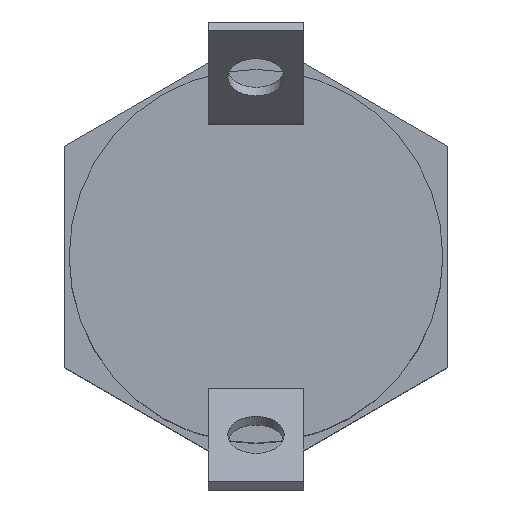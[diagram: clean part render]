
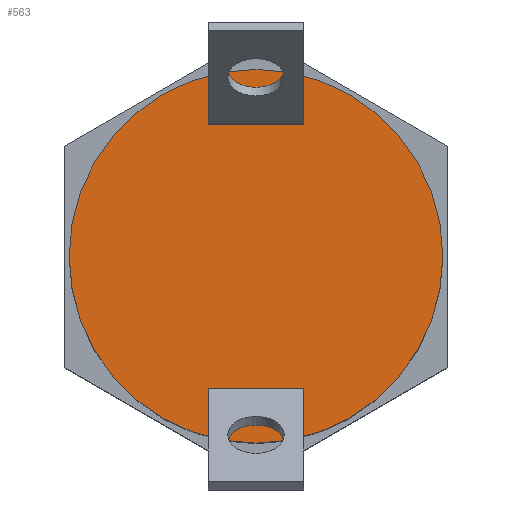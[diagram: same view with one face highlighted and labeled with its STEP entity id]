
A CAD part, top view. The second image highlights one B-rep face of the part: STEP entity #563.
In plain terms, the highlighted planar face has unit normal (0, 0, 1).
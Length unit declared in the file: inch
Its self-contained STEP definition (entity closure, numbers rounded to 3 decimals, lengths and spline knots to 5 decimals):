
#23=LINE('',#808,#77);
#29=LINE('',#819,#83);
#37=LINE('',#835,#91);
#38=LINE('',#837,#92);
#41=LINE('',#845,#95);
#47=LINE('',#856,#101);
#55=LINE('',#872,#109);
#56=LINE('',#874,#110);
#77=VECTOR('',#663,0.03);
#83=VECTOR('',#671,0.25);
#91=VECTOR('',#687,0.25);
#92=VECTOR('',#690,0.03);
#95=VECTOR('',#695,0.03);
#101=VECTOR('',#703,0.25);
#109=VECTOR('',#719,0.25);
#110=VECTOR('',#722,0.03);
#139=PLANE('',#608);
#165=FACE_BOUND('',#236,.T.);
#166=FACE_BOUND('',#237,.T.);
#191=FACE_OUTER_BOUND('',#235,.T.);
#235=EDGE_LOOP('',(#464));
#236=EDGE_LOOP('',(#465,#466,#467,#468));
#237=EDGE_LOOP('',(#469,#470,#471,#472));
#258=CIRCLE('',#606,0.4875);
#278=VERTEX_POINT('',#805);
#279=VERTEX_POINT('',#807);
#282=VERTEX_POINT('',#815);
#287=VERTEX_POINT('',#833);
#290=VERTEX_POINT('',#842);
#291=VERTEX_POINT('',#844);
#294=VERTEX_POINT('',#852);
#299=VERTEX_POINT('',#870);
#300=VERTEX_POINT('',#876);
#326=EDGE_CURVE('',#279,#278,#23,.T.);
#332=EDGE_CURVE('',#282,#279,#29,.T.);
#340=EDGE_CURVE('',#278,#287,#37,.T.);
#341=EDGE_CURVE('',#287,#282,#38,.T.);
#344=EDGE_CURVE('',#291,#290,#41,.T.);
#350=EDGE_CURVE('',#294,#291,#47,.T.);
#358=EDGE_CURVE('',#290,#299,#55,.T.);
#359=EDGE_CURVE('',#299,#294,#56,.T.);
#360=EDGE_CURVE('',#300,#300,#258,.T.);
#464=ORIENTED_EDGE('',*,*,#360,.F.);
#465=ORIENTED_EDGE('',*,*,#326,.T.);
#466=ORIENTED_EDGE('',*,*,#340,.T.);
#467=ORIENTED_EDGE('',*,*,#341,.T.);
#468=ORIENTED_EDGE('',*,*,#332,.T.);
#469=ORIENTED_EDGE('',*,*,#344,.T.);
#470=ORIENTED_EDGE('',*,*,#358,.T.);
#471=ORIENTED_EDGE('',*,*,#359,.T.);
#472=ORIENTED_EDGE('',*,*,#350,.T.);
#563=ADVANCED_FACE('',(#191,#165,#166),#139,.F.);
#606=AXIS2_PLACEMENT_3D('',#877,#725,#726);
#608=AXIS2_PLACEMENT_3D('',#880,#729,#730);
#663=DIRECTION('',(0.,1.,0.));
#671=DIRECTION('',(-1.,0.,0.));
#687=DIRECTION('',(1.,0.,0.));
#690=DIRECTION('',(0.,-1.,0.));
#695=DIRECTION('',(0.,1.,0.));
#703=DIRECTION('',(-1.,0.,0.));
#719=DIRECTION('',(1.,0.,0.));
#722=DIRECTION('',(0.,-1.,0.));
#725=DIRECTION('center_axis',(0.,0.,-1.));
#726=DIRECTION('ref_axis',(-1.,0.,0.));
#729=DIRECTION('center_axis',(0.,0.,-1.));
#730=DIRECTION('ref_axis',(-1.,0.,0.));
#805=CARTESIAN_POINT('',(-0.125,-0.345,1.49));
#807=CARTESIAN_POINT('',(-0.125,-0.375,1.49));
#808=CARTESIAN_POINT('',(-0.125,-0.22098,1.49));
#815=CARTESIAN_POINT('',(0.125,-0.375,1.49));
#819=CARTESIAN_POINT('',(0.,-0.375,1.49));
#833=CARTESIAN_POINT('',(0.125,-0.345,1.49));
#835=CARTESIAN_POINT('',(0.,-0.345,1.49));
#837=CARTESIAN_POINT('',(0.125,-0.22098,1.49));
#842=CARTESIAN_POINT('',(-0.125,0.375,1.49));
#844=CARTESIAN_POINT('',(-0.125,0.345,1.49));
#845=CARTESIAN_POINT('',(-0.125,0.22098,1.49));
#852=CARTESIAN_POINT('',(0.125,0.345,1.49));
#856=CARTESIAN_POINT('',(0.,0.345,1.49));
#870=CARTESIAN_POINT('',(0.125,0.375,1.49));
#872=CARTESIAN_POINT('',(0.,0.375,1.49));
#874=CARTESIAN_POINT('',(0.125,0.22098,1.49));
#876=CARTESIAN_POINT('',(0.4875,0.,1.49));
#877=CARTESIAN_POINT('Origin',(0.,0.,
1.49));
#880=CARTESIAN_POINT('Origin',(0.,0.,
1.49));
